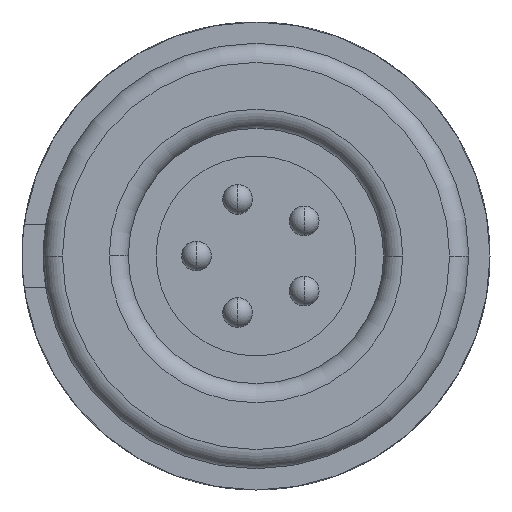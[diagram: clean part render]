
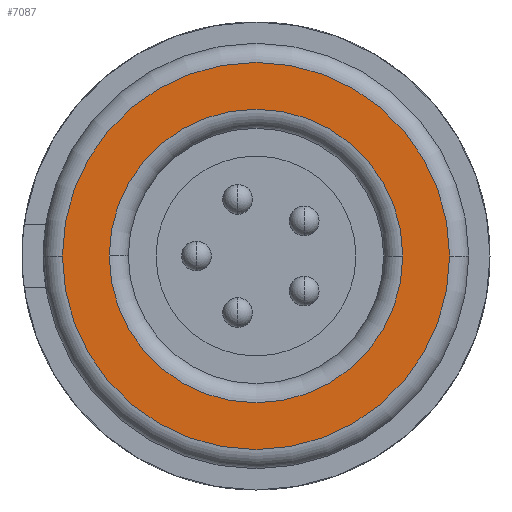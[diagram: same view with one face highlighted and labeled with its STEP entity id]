
A CAD part, left-side view. The second image highlights one B-rep face of the part: STEP entity #7087.
In plain terms, the highlighted planar face has unit normal (-1, 0, 0).
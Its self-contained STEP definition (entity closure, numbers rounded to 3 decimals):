
#3214=CARTESIAN_POINT('',(-11.4,0.,0.));
#3215=DIRECTION('',(-1.,0.,0.));
#3216=DIRECTION('',(0.,-1.,0.));
#3217=AXIS2_PLACEMENT_3D('',#3214,#3215,#3216);
#3219=CARTESIAN_POINT('',(-11.4,0.,0.));
#3220=DIRECTION('',(-1.,0.,0.));
#3221=DIRECTION('',(0.,1.,0.));
#3222=AXIS2_PLACEMENT_3D('',#3219,#3220,#3221);
#3224=CARTESIAN_POINT('',(-11.4,0.,0.));
#3225=DIRECTION('',(-1.,0.,0.));
#3226=DIRECTION('',(0.,-1.,0.));
#3227=AXIS2_PLACEMENT_3D('',#3224,#3225,#3226);
#3229=CARTESIAN_POINT('',(-11.4,0.,0.));
#3230=DIRECTION('',(-1.,0.,0.));
#3231=DIRECTION('',(0.,1.,0.));
#3232=AXIS2_PLACEMENT_3D('',#3229,#3230,#3231);
#4314=CARTESIAN_POINT('',(-11.4,-4.55,0.));
#4315=CARTESIAN_POINT('',(-11.4,4.55,0.));
#4316=VERTEX_POINT('',#4314);
#4317=VERTEX_POINT('',#4315);
#4326=CARTESIAN_POINT('',(-11.4,-3.45,0.));
#4327=CARTESIAN_POINT('',(-11.4,3.45,0.));
#4328=VERTEX_POINT('',#4326);
#4329=VERTEX_POINT('',#4327);
#7072=CARTESIAN_POINT('',(-11.4,0.,0.));
#7073=DIRECTION('',(1.,0.,0.));
#7074=DIRECTION('',(0.,-1.,0.));
#7075=AXIS2_PLACEMENT_3D('',#7072,#7073,#7074);
#7076=PLANE('',#7075);
#7078=ORIENTED_EDGE('',*,*,#7077,.F.);
#7080=ORIENTED_EDGE('',*,*,#7079,.F.);
#7081=EDGE_LOOP('',(#7078,#7080));
#7082=FACE_OUTER_BOUND('',#7081,.F.);
#7083=ORIENTED_EDGE('',*,*,#7054,.T.);
#7084=ORIENTED_EDGE('',*,*,#7039,.T.);
#7085=EDGE_LOOP('',(#7083,#7084));
#7086=FACE_BOUND('',#7085,.F.);
#7087=ADVANCED_FACE('',(#7082,#7086),#7076,.F.);
#3218=CIRCLE('',#3217,4.55);
#3223=CIRCLE('',#3222,4.55);
#3228=CIRCLE('',#3227,3.45);
#3233=CIRCLE('',#3232,3.45);
#7039=EDGE_CURVE('',#4329,#4328,#3233,.T.);
#7054=EDGE_CURVE('',#4328,#4329,#3228,.T.);
#7077=EDGE_CURVE('',#4316,#4317,#3218,.T.);
#7079=EDGE_CURVE('',#4317,#4316,#3223,.T.);
